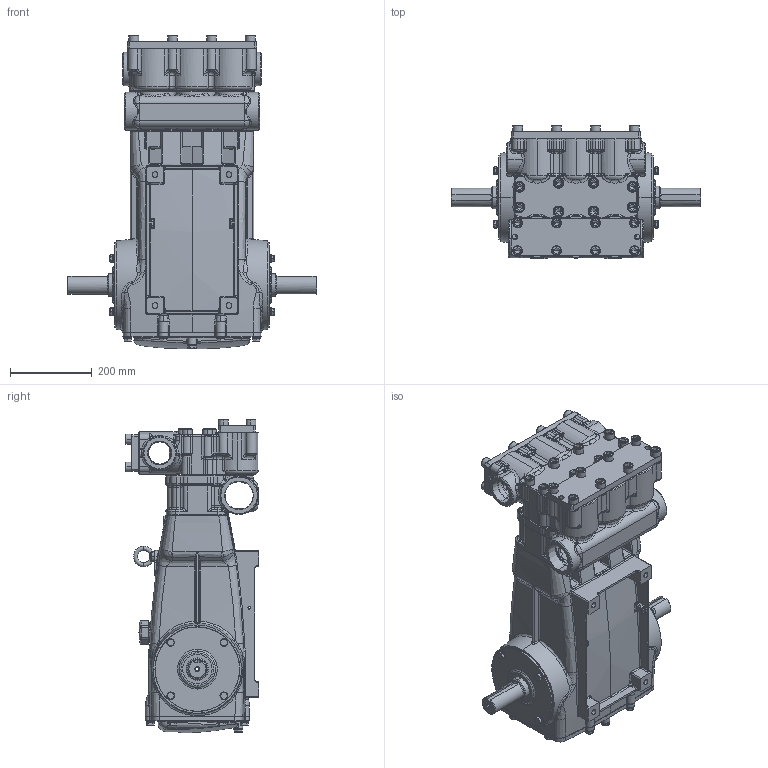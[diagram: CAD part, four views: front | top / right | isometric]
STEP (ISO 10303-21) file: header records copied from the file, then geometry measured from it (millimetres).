
FILE_DESCRIPTION (( 'STEP AP203' ), '1' );
FILE_NAME ('67102C.STEP', '2022-06-01T19:36:07', ( '' ), ( '' ), 'SwSTEP 2.0', 'SolidWorks 2021', '' );
FILE_SCHEMA (( 'CONFIG_CONTROL_DESIGN' ));
Products named in the file (1): 67102C
Bounding box: 610 x 326 x 766.96 mm (x, y, z)
Surface area: 1613275.2 mm2 (no closed solid volume)
Topology: 0 solids, 111 shells, 2703 faces, 7760 edges, 4834 vertices
Faces by surface type: cylinder 669, bspline 660, plane 638, cone 337, torus 318, sphere 81
Entity records: 124544 total; most frequent: CARTESIAN_POINT 59411, DIRECTION 13242, ORIENTED_EDGE 13227, EDGE_CURVE 7582, AXIS2_PLACEMENT_3D 5415, VERTEX_POINT 4820, CIRCLE 3371, EDGE_LOOP 2989
